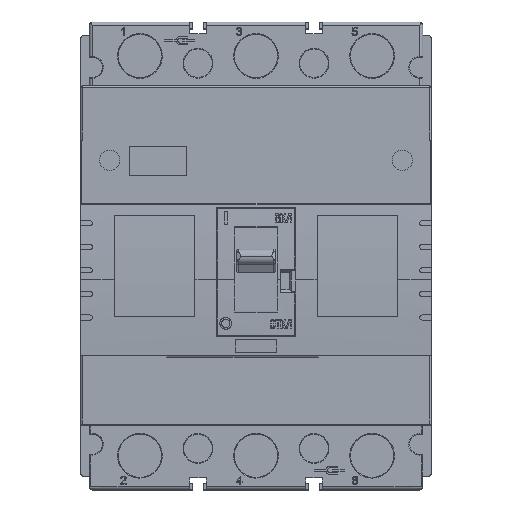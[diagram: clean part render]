
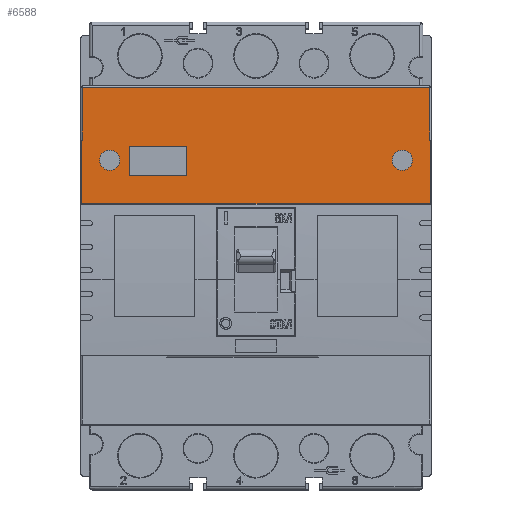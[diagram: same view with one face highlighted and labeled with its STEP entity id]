
A CAD part, top view. The second image highlights one B-rep face of the part: STEP entity #6588.
In plain terms, the highlighted face is planar.
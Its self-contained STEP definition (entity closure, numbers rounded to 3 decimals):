
#125 = VERTEX_POINT ( 'NONE', #8718 ) ;
#541 = CARTESIAN_POINT ( 'NONE',  ( -62.15, 18.9, -60.5 ) ) ;
#991 = VECTOR ( 'NONE', #14728, 1000. ) ;
#1101 = EDGE_CURVE ( 'NONE', #8093, #19992, #9307, .T. ) ;
#1233 = DIRECTION ( 'NONE',  ( -1., 0., 0. ) ) ;
#1267 = ORIENTED_EDGE ( 'NONE', *, *, #23901, .F. ) ;
#1354 = VERTEX_POINT ( 'NONE', #12460 ) ;
#1496 = CIRCLE ( 'NONE', #8746, 3. ) ;
#1712 = CARTESIAN_POINT ( 'NONE',  ( 44.25, 23.4, -60.5 ) ) ;
#1844 = LINE ( 'NONE', #17017, #16534 ) ;
#1885 = CARTESIAN_POINT ( 'NONE',  ( -42.75, 23.4, -60.5 ) ) ;
#2367 = LINE ( 'NONE', #25596, #18141 ) ;
#2371 = EDGE_LOOP ( 'NONE', ( #12447, #11400 ) ) ;
#2495 = ORIENTED_EDGE ( 'NONE', *, *, #4468, .F. ) ;
#2738 = VECTOR ( 'NONE', #20466, 1000. ) ;
#2995 = CARTESIAN_POINT ( 'NONE',  ( 18.35, 18.9, -60.5 ) ) ;
#3492 = DIRECTION ( 'NONE',  ( 0., 0., -1. ) ) ;
#3495 = CARTESIAN_POINT ( 'NONE',  ( -45.75, 23.4, -60.5 ) ) ;
#3544 = VERTEX_POINT ( 'NONE', #21690 ) ;
#4292 = LINE ( 'NONE', #13206, #13305 ) ;
#4468 = EDGE_CURVE ( 'NONE', #18811, #21545, #26944, .T. ) ;
#4519 = LINE ( 'NONE', #541, #26411 ) ;
#4685 = LINE ( 'NONE', #15737, #8265 ) ;
#5421 = FACE_OUTER_BOUND ( 'NONE', #9740, .T. ) ;
#5449 = CARTESIAN_POINT ( 'NONE',  ( -62.15, 27.4, -60.5 ) ) ;
#5641 = LINE ( 'NONE', #10606, #991 ) ;
#5812 = CARTESIAN_POINT ( 'NONE',  ( 38.25, 23.4, -60.5 ) ) ;
#6142 = FACE_BOUND ( 'NONE', #2371, .T. ) ;
#6256 = EDGE_CURVE ( 'NONE', #25536, #23438, #14113, .T. ) ;
#6262 = EDGE_CURVE ( 'NONE', #19693, #25821, #24862, .T. ) ;
#6588 = ADVANCED_FACE ( 'NONE', ( #5421, #10106, #6142, #25250 ), #27507, .F. ) ;
#6916 = VERTEX_POINT ( 'NONE', #12197 ) ;
#7898 = ORIENTED_EDGE ( 'NONE', *, *, #11102, .F. ) ;
#7942 = LINE ( 'NONE', #10214, #13645 ) ;
#8093 = VERTEX_POINT ( 'NONE', #1712 ) ;
#8177 = VECTOR ( 'NONE', #10898, 1000. ) ;
#8251 = ORIENTED_EDGE ( 'NONE', *, *, #13377, .F. ) ;
#8265 = VECTOR ( 'NONE', #13339, 1000. ) ;
#8488 = EDGE_CURVE ( 'NONE', #23438, #3544, #5641, .T. ) ;
#8718 = CARTESIAN_POINT ( 'NONE',  ( 49.55, 10.4, -60.5 ) ) ;
#8732 = CARTESIAN_POINT ( 'NONE',  ( 49.35, 29.4, -60.5 ) ) ;
#8746 = AXIS2_PLACEMENT_3D ( 'NONE', #23454, #3492, #10585 ) ;
#9307 = CIRCLE ( 'NONE', #24220, 3. ) ;
#9530 = EDGE_CURVE ( 'NONE', #125, #25536, #4685, .T. ) ;
#9740 = EDGE_LOOP ( 'NONE', ( #9988, #21957, #20591, #23386, #17782, #1267, #11688, #8251 ) ) ;
#9855 = EDGE_LOOP ( 'NONE', ( #25194, #2495 ) ) ;
#9988 = ORIENTED_EDGE ( 'NONE', *, *, #17093, .F. ) ;
#10106 = FACE_BOUND ( 'NONE', #9855, .T. ) ;
#10214 = CARTESIAN_POINT ( 'NONE',  ( -62.15, 45., -60.5 ) ) ;
#10253 = CARTESIAN_POINT ( 'NONE',  ( -62.15, 48.57, -60.5 ) ) ;
#10345 = EDGE_CURVE ( 'NONE', #19992, #8093, #1496, .T. ) ;
#10382 = DIRECTION ( 'NONE',  ( 0., -1., 0. ) ) ;
#10585 = DIRECTION ( 'NONE',  ( -1., 0., 0. ) ) ;
#10606 = CARTESIAN_POINT ( 'NONE',  ( 49.35, 48.57, -60.5 ) ) ;
#10898 = DIRECTION ( 'NONE',  ( -1., 0., 0. ) ) ;
#11012 = DIRECTION ( 'NONE',  ( 1., 0., 0. ) ) ;
#11102 = EDGE_CURVE ( 'NONE', #25821, #20183, #4292, .T. ) ;
#11133 = VERTEX_POINT ( 'NONE', #2995 ) ;
#11389 = LINE ( 'NONE', #18316, #22576 ) ;
#11400 = ORIENTED_EDGE ( 'NONE', *, *, #1101, .F. ) ;
#11602 = EDGE_CURVE ( 'NONE', #21545, #18811, #21903, .T. ) ;
#11688 = ORIENTED_EDGE ( 'NONE', *, *, #26843, .F. ) ;
#12152 = DIRECTION ( 'NONE',  ( 0., 0., -1. ) ) ;
#12197 = CARTESIAN_POINT ( 'NONE',  ( -53.85, 45., -60.5 ) ) ;
#12447 = ORIENTED_EDGE ( 'NONE', *, *, #10345, .F. ) ;
#12460 = CARTESIAN_POINT ( 'NONE',  ( -53.85, 29.4, -60.5 ) ) ;
#13189 = DIRECTION ( 'NONE',  ( -1., 0., 0. ) ) ;
#13206 = CARTESIAN_POINT ( 'NONE',  ( 35.35, 48.47, -60.5 ) ) ;
#13305 = VECTOR ( 'NONE', #26211, 1000. ) ;
#13339 = DIRECTION ( 'NONE',  ( 0., 1., 0. ) ) ;
#13377 = EDGE_CURVE ( 'NONE', #6916, #1354, #1844, .T. ) ;
#13609 = AXIS2_PLACEMENT_3D ( 'NONE', #10253, #25805, #10382 ) ;
#13615 = CARTESIAN_POINT ( 'NONE',  ( -54.05, 29.4, -60.5 ) ) ;
#13645 = VECTOR ( 'NONE', #18839, 1000. ) ;
#14113 = LINE ( 'NONE', #23008, #2738 ) ;
#14728 = DIRECTION ( 'NONE',  ( 0., 1., 0. ) ) ;
#14740 = CARTESIAN_POINT ( 'NONE',  ( 35.35, 27.4, -60.5 ) ) ;
#14922 = DIRECTION ( 'NONE',  ( 0., 0., -1. ) ) ;
#15299 = CARTESIAN_POINT ( 'NONE',  ( -62.15, 29.4, -60.5 ) ) ;
#15737 = CARTESIAN_POINT ( 'NONE',  ( 49.55, 48.47, -60.5 ) ) ;
#16330 = DIRECTION ( 'NONE',  ( 0., -1., 0. ) ) ;
#16534 = VECTOR ( 'NONE', #16872, 1000. ) ;
#16682 = ORIENTED_EDGE ( 'NONE', *, *, #24591, .F. ) ;
#16697 = VECTOR ( 'NONE', #25694, 1000. ) ;
#16701 = EDGE_CURVE ( 'NONE', #26918, #125, #2367, .T. ) ;
#16872 = DIRECTION ( 'NONE',  ( 0., -1., 0. ) ) ;
#17017 = CARTESIAN_POINT ( 'NONE',  ( -53.85, 42.5, -60.5 ) ) ;
#17093 = EDGE_CURVE ( 'NONE', #3544, #6916, #7942, .T. ) ;
#17782 = ORIENTED_EDGE ( 'NONE', *, *, #16701, .F. ) ;
#18141 = VECTOR ( 'NONE', #11012, 1000. ) ;
#18316 = CARTESIAN_POINT ( 'NONE',  ( -54.05, 48.47, -60.5 ) ) ;
#18811 = VERTEX_POINT ( 'NONE', #1885 ) ;
#18839 = DIRECTION ( 'NONE',  ( -1., 0., 0. ) ) ;
#19553 = DIRECTION ( 'NONE',  ( 0., 0., -1. ) ) ;
#19593 = CARTESIAN_POINT ( 'NONE',  ( 18.35, 27.4, -60.5 ) ) ;
#19675 = LINE ( 'NONE', #15299, #8177 ) ;
#19693 = VERTEX_POINT ( 'NONE', #19593 ) ;
#19805 = DIRECTION ( 'NONE',  ( -1., 0., 0. ) ) ;
#19962 = CARTESIAN_POINT ( 'NONE',  ( 41.25, 23.4, -60.5 ) ) ;
#19992 = VERTEX_POINT ( 'NONE', #5812 ) ;
#20183 = VERTEX_POINT ( 'NONE', #27165 ) ;
#20466 = DIRECTION ( 'NONE',  ( -1., 0., 0. ) ) ;
#20591 = ORIENTED_EDGE ( 'NONE', *, *, #6256, .F. ) ;
#20700 = ORIENTED_EDGE ( 'NONE', *, *, #23030, .F. ) ;
#21519 = CARTESIAN_POINT ( 'NONE',  ( -54.05, 10.4, -60.5 ) ) ;
#21533 = AXIS2_PLACEMENT_3D ( 'NONE', #21839, #14922, #27924 ) ;
#21545 = VERTEX_POINT ( 'NONE', #22609 ) ;
#21690 = CARTESIAN_POINT ( 'NONE',  ( 49.35, 45., -60.5 ) ) ;
#21730 = EDGE_LOOP ( 'NONE', ( #16682, #20700, #7898, #24524 ) ) ;
#21839 = CARTESIAN_POINT ( 'NONE',  ( -45.75, 23.4, -60.5 ) ) ;
#21903 = CIRCLE ( 'NONE', #26415, 3. ) ;
#21957 = ORIENTED_EDGE ( 'NONE', *, *, #8488, .F. ) ;
#22576 = VECTOR ( 'NONE', #16330, 1000. ) ;
#22609 = CARTESIAN_POINT ( 'NONE',  ( -48.75, 23.4, -60.5 ) ) ;
#23008 = CARTESIAN_POINT ( 'NONE',  ( -62.15, 29.4, -60.5 ) ) ;
#23030 = EDGE_CURVE ( 'NONE', #20183, #11133, #4519, .T. ) ;
#23386 = ORIENTED_EDGE ( 'NONE', *, *, #9530, .F. ) ;
#23438 = VERTEX_POINT ( 'NONE', #8732 ) ;
#23454 = CARTESIAN_POINT ( 'NONE',  ( 41.25, 23.4, -60.5 ) ) ;
#23901 = EDGE_CURVE ( 'NONE', #27645, #26918, #11389, .T. ) ;
#24220 = AXIS2_PLACEMENT_3D ( 'NONE', #19962, #19553, #13189 ) ;
#24524 = ORIENTED_EDGE ( 'NONE', *, *, #6262, .F. ) ;
#24591 = EDGE_CURVE ( 'NONE', #11133, #19693, #27823, .T. ) ;
#24862 = LINE ( 'NONE', #5449, #24891 ) ;
#24891 = VECTOR ( 'NONE', #26981, 1000. ) ;
#25194 = ORIENTED_EDGE ( 'NONE', *, *, #11602, .F. ) ;
#25250 = FACE_BOUND ( 'NONE', #21730, .T. ) ;
#25536 = VERTEX_POINT ( 'NONE', #27911 ) ;
#25596 = CARTESIAN_POINT ( 'NONE',  ( -62.15, 10.4, -60.5 ) ) ;
#25694 = DIRECTION ( 'NONE',  ( 0., 1., 0. ) ) ;
#25805 = DIRECTION ( 'NONE',  ( 0., 0., 1. ) ) ;
#25821 = VERTEX_POINT ( 'NONE', #14740 ) ;
#26211 = DIRECTION ( 'NONE',  ( 0., -1., 0. ) ) ;
#26411 = VECTOR ( 'NONE', #19805, 1000. ) ;
#26415 = AXIS2_PLACEMENT_3D ( 'NONE', #3495, #12152, #1233 ) ;
#26843 = EDGE_CURVE ( 'NONE', #1354, #27645, #19675, .T. ) ;
#26918 = VERTEX_POINT ( 'NONE', #21519 ) ;
#26944 = CIRCLE ( 'NONE', #21533, 3. ) ;
#26981 = DIRECTION ( 'NONE',  ( 1., 0., 0. ) ) ;
#27165 = CARTESIAN_POINT ( 'NONE',  ( 35.35, 18.9, -60.5 ) ) ;
#27406 = CARTESIAN_POINT ( 'NONE',  ( 18.35, 48.47, -60.5 ) ) ;
#27507 = PLANE ( 'NONE',  #13609 ) ;
#27645 = VERTEX_POINT ( 'NONE', #13615 ) ;
#27823 = LINE ( 'NONE', #27406, #16697 ) ;
#27911 = CARTESIAN_POINT ( 'NONE',  ( 49.55, 29.4, -60.5 ) ) ;
#27924 = DIRECTION ( 'NONE',  ( -1., 0., 0. ) ) ;
